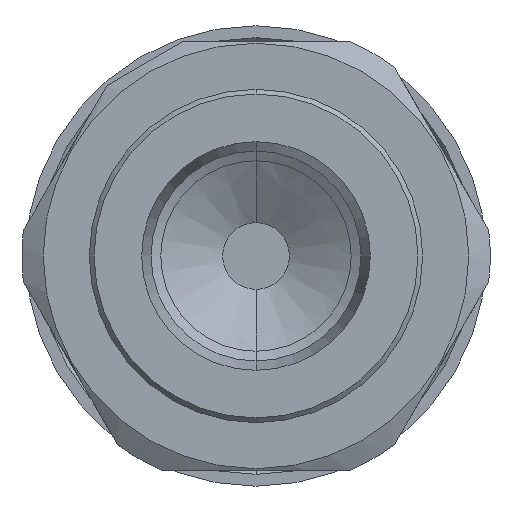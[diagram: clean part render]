
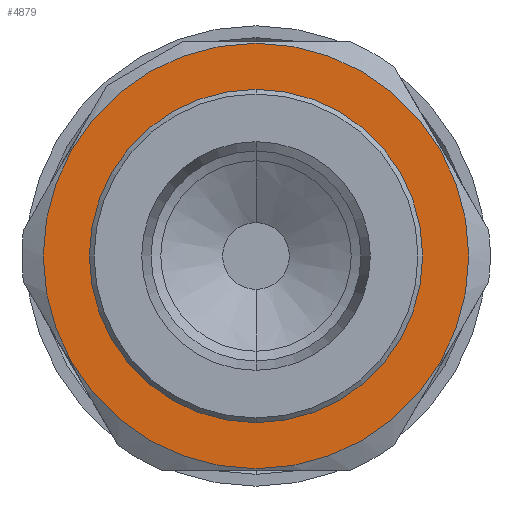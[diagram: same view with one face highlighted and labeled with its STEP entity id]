
A CAD part, front view. The second image highlights one B-rep face of the part: STEP entity #4879.
In plain terms, the highlighted face is planar.
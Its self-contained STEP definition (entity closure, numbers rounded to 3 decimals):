
#140 = VERTEX_POINT ( 'NONE', #1449 ) ;
#186 = CIRCLE ( 'NONE', #1794, 13.4 ) ;
#215 = EDGE_CURVE ( 'NONE', #1487, #3392, #4390, .T. ) ;
#429 = EDGE_LOOP ( 'NONE', ( #3754, #3948 ) ) ;
#491 = DIRECTION ( 'NONE',  ( 0., 0., 1. ) ) ;
#495 = DIRECTION ( 'NONE',  ( -1., 0., 0. ) ) ;
#508 = CARTESIAN_POINT ( 'NONE',  ( 33.5, 13.4, 0. ) ) ;
#519 = AXIS2_PLACEMENT_3D ( 'NONE', #508, #495, #491 ) ;
#534 = PLANE ( 'NONE',  #519 ) ;
#643 = DIRECTION ( 'NONE',  ( -1., 0., 0. ) ) ;
#835 = EDGE_CURVE ( 'NONE', #1793, #140, #3723, .T. ) ;
#1037 = EDGE_CURVE ( 'NONE', #140, #1793, #3559, .T. ) ;
#1449 = CARTESIAN_POINT ( 'NONE',  ( 33.5, 0., -10.5 ) ) ;
#1487 = VERTEX_POINT ( 'NONE', #4764 ) ;
#1793 = VERTEX_POINT ( 'NONE', #2056 ) ;
#1794 = AXIS2_PLACEMENT_3D ( 'NONE', #2667, #2662, #2650 ) ;
#2056 = CARTESIAN_POINT ( 'NONE',  ( 33.5, 0., 10.5 ) ) ;
#2103 = AXIS2_PLACEMENT_3D ( 'NONE', #2876, #2858, #2688 ) ;
#2107 = CARTESIAN_POINT ( 'NONE',  ( 33.5, 0., -13.4 ) ) ;
#2318 = DIRECTION ( 'NONE',  ( 0., 0., 1. ) ) ;
#2343 = DIRECTION ( 'NONE',  ( -1., 0., 0. ) ) ;
#2650 = DIRECTION ( 'NONE',  ( 0., 0., 1. ) ) ;
#2662 = DIRECTION ( 'NONE',  ( -1., 0., 0. ) ) ;
#2667 = CARTESIAN_POINT ( 'NONE',  ( 33.5, 0., 0. ) ) ;
#2688 = DIRECTION ( 'NONE',  ( 0., 0., 1. ) ) ;
#2858 = DIRECTION ( 'NONE',  ( -1., 0., 0. ) ) ;
#2876 = CARTESIAN_POINT ( 'NONE',  ( 33.5, 0., 0. ) ) ;
#2949 = CARTESIAN_POINT ( 'NONE',  ( 33.5, 0., 0. ) ) ;
#3392 = VERTEX_POINT ( 'NONE', #2107 ) ;
#3495 = EDGE_LOOP ( 'NONE', ( #3595, #3919 ) ) ;
#3559 = CIRCLE ( 'NONE', #2103, 10.5 ) ;
#3595 = ORIENTED_EDGE ( 'NONE', *, *, #835, .T. ) ;
#3723 = CIRCLE ( 'NONE', #4573, 10.5 ) ;
#3754 = ORIENTED_EDGE ( 'NONE', *, *, #215, .F. ) ;
#3919 = ORIENTED_EDGE ( 'NONE', *, *, #1037, .T. ) ;
#3930 = FACE_BOUND ( 'NONE', #3495, .T. ) ;
#3948 = ORIENTED_EDGE ( 'NONE', *, *, #4485, .F. ) ;
#3949 = FACE_OUTER_BOUND ( 'NONE', #429, .T. ) ;
#4375 = DIRECTION ( 'NONE',  ( 0., 0., 1. ) ) ;
#4390 = CIRCLE ( 'NONE', #4477, 13.4 ) ;
#4477 = AXIS2_PLACEMENT_3D ( 'NONE', #2949, #2343, #2318 ) ;
#4485 = EDGE_CURVE ( 'NONE', #3392, #1487, #186, .T. ) ;
#4573 = AXIS2_PLACEMENT_3D ( 'NONE', #4626, #643, #4375 ) ;
#4626 = CARTESIAN_POINT ( 'NONE',  ( 33.5, 0., 0. ) ) ;
#4764 = CARTESIAN_POINT ( 'NONE',  ( 33.5, 0., 13.4 ) ) ;
#4879 = ADVANCED_FACE ( 'NONE', ( #3949, #3930 ), #534, .F. ) ;
